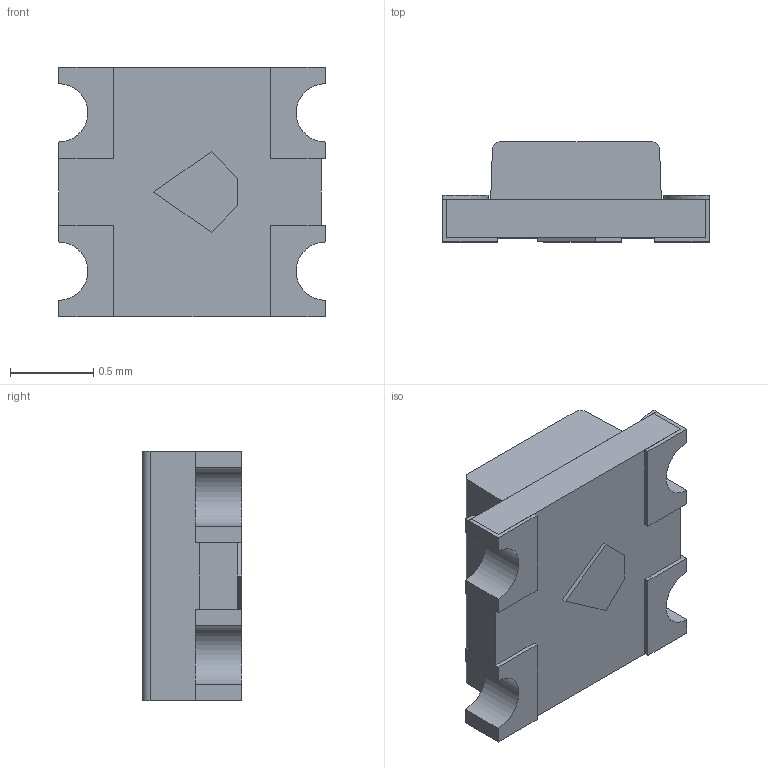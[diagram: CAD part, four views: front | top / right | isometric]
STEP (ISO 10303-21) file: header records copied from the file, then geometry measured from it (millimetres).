
FILE_DESCRIPTION (( 'STEP AP214' ), '1' );
FILE_NAME ('XL-1615RGBC-WS2812B.STEP', '2025-08-25T10:44:33', ( 'LENOVO' ), ( '' ), 'SwSTEP 2.0', 'SolidWorks 2021', '' );
FILE_SCHEMA (( 'AUTOMOTIVE_DESIGN' ));
Length unit declared in the file: millimetre
Products named in the file (1): XL-1615RGBC-WS2812B
Bounding box: 1.6 x 0.6 x 1.5 mm (x, y, z)
Volume: 1.1 mm3; surface area: 14.1 mm2
Topology: 8 solids, 8 shells, 104 faces, 245 edges, 158 vertices
Faces by surface type: plane 82, cylinder 22
Entity records: 3050 total; most frequent: CARTESIAN_POINT 508, DIRECTION 507, ORIENTED_EDGE 490, EDGE_CURVE 245, VECTOR 193, LINE 193, VERTEX_POINT 158, AXIS2_PLACEMENT_3D 157
